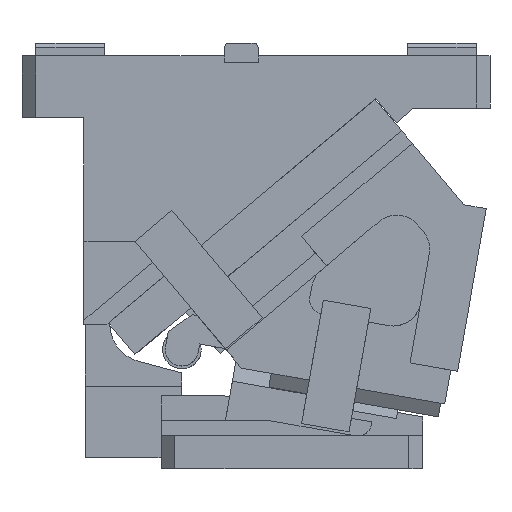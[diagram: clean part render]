
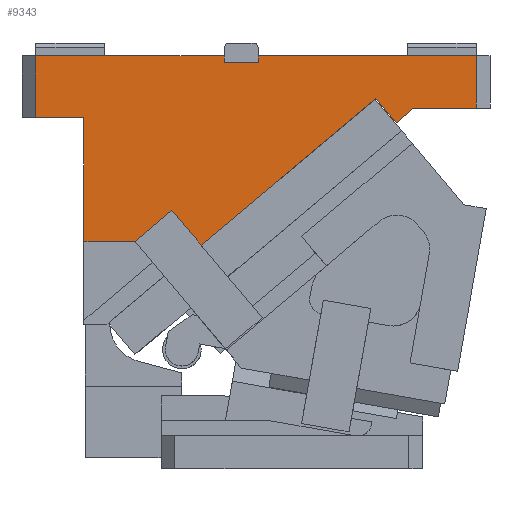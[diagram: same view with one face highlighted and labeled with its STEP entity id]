
A CAD part, front view. The second image highlights one B-rep face of the part: STEP entity #9343.
In plain terms, the highlighted planar face has unit normal (0, -1, 0).
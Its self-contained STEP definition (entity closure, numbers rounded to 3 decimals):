
#8300=CARTESIAN_POINT('Vertex',(45.803,-82.5,300.)) ;
#8431=CARTESIAN_POINT('Vertex',(-91.,-82.5,300.)) ;
#8434=CARTESIAN_POINT('Line Origine',(-22.598,-82.5,300.)) ;
#8641=CARTESIAN_POINT('Vertex',(-56.,-82.5,255.)) ;
#8644=CARTESIAN_POINT('Line Origine',(-73.5,-82.5,255.)) ;
#8648=CARTESIAN_POINT('Vertex',(-91.,-82.5,255.)) ;
#8856=CARTESIAN_POINT('Line Origine',(45.803,-82.5,297.5)) ;
#8860=CARTESIAN_POINT('Vertex',(45.803,-82.5,295.)) ;
#9218=CARTESIAN_POINT('Line Origine',(-91.,-82.5,277.5)) ;
#9230=CARTESIAN_POINT('Axis2P3D Location',(236.269,-82.5,188.911)) ;
#9235=CARTESIAN_POINT('Line Origine',(18.551,-82.5,175.067)) ;
#9239=CARTESIAN_POINT('Vertex',(7.945,-82.5,187.706)) ;
#9241=CARTESIAN_POINT('Vertex',(29.157,-82.5,162.427)) ;
#9244=CARTESIAN_POINT('Line Origine',(92.547,-82.5,215.618)) ;
#9248=CARTESIAN_POINT('Vertex',(155.937,-82.5,268.808)) ;
#9251=CARTESIAN_POINT('Line Origine',(163.329,-82.5,259.999)) ;
#9255=CARTESIAN_POINT('Vertex',(170.722,-82.5,251.189)) ;
#9258=CARTESIAN_POINT('Line Origine',(177.163,-82.5,256.595)) ;
#9262=CARTESIAN_POINT('Vertex',(183.605,-82.5,262.)) ;
#9265=CARTESIAN_POINT('Line Origine',(206.303,-82.5,262.)) ;
#9269=CARTESIAN_POINT('Vertex',(229.,-82.5,262.)) ;
#9272=CARTESIAN_POINT('Line Origine',(229.,-82.5,281.)) ;
#9276=CARTESIAN_POINT('Vertex',(229.,-82.5,300.)) ;
#9279=CARTESIAN_POINT('Line Origine',(149.902,-82.5,300.)) ;
#9283=CARTESIAN_POINT('Vertex',(70.803,-82.5,300.)) ;
#9286=CARTESIAN_POINT('Line Origine',(70.803,-82.5,297.5)) ;
#9290=CARTESIAN_POINT('Vertex',(70.803,-82.5,295.)) ;
#9293=CARTESIAN_POINT('Line Origine',(58.303,-82.5,295.)) ;
#9298=CARTESIAN_POINT('Line Origine',(-56.,-82.5,210.)) ;
#9302=CARTESIAN_POINT('Vertex',(-56.,-82.5,165.)) ;
#9305=CARTESIAN_POINT('Line Origine',(-37.558,-82.5,165.)) ;
#9309=CARTESIAN_POINT('Vertex',(-19.115,-82.5,165.)) ;
#9312=CARTESIAN_POINT('Line Origine',(-18.991,-82.5,165.104)) ;
#9316=CARTESIAN_POINT('Vertex',(-18.867,-82.5,165.209)) ;
#9319=CARTESIAN_POINT('Line Origine',(-5.461,-82.5,176.458)) ;
#8435=DIRECTION('Vector Direction',(1.,0.,0.)) ;
#8645=DIRECTION('Vector Direction',(1.,0.,0.)) ;
#8857=DIRECTION('Vector Direction',(0.,0.,-1.)) ;
#9219=DIRECTION('Vector Direction',(0.,0.,-1.)) ;
#9231=DIRECTION('Axis2P3D Direction',(0.,1.,0.)) ;
#9232=DIRECTION('Axis2P3D XDirection',(-1.,0.,0.)) ;
#9236=DIRECTION('Vector Direction',(0.643,0.,-0.766)) ;
#9245=DIRECTION('Vector Direction',(0.766,0.,0.643)) ;
#9252=DIRECTION('Vector Direction',(-0.643,0.,0.766)) ;
#9259=DIRECTION('Vector Direction',(-0.766,0.,-0.643)) ;
#9266=DIRECTION('Vector Direction',(1.,0.,0.)) ;
#9273=DIRECTION('Vector Direction',(0.,0.,1.)) ;
#9280=DIRECTION('Vector Direction',(1.,0.,0.)) ;
#9287=DIRECTION('Vector Direction',(0.,0.,-1.)) ;
#9294=DIRECTION('Vector Direction',(1.,0.,0.)) ;
#9299=DIRECTION('Vector Direction',(0.,0.,-1.)) ;
#9306=DIRECTION('Vector Direction',(-1.,0.,0.)) ;
#9313=DIRECTION('Vector Direction',(-0.766,0.,-0.643)) ;
#9320=DIRECTION('Vector Direction',(-0.766,0.,-0.643)) ;
#9233=AXIS2_PLACEMENT_3D('Plane Axis2P3D',#9230,#9231,#9232) ;
#9325=ORIENTED_EDGE('',*,*,#9243,.T.) ;
#9326=ORIENTED_EDGE('',*,*,#9250,.T.) ;
#9327=ORIENTED_EDGE('',*,*,#9257,.F.) ;
#9328=ORIENTED_EDGE('',*,*,#9264,.F.) ;
#9329=ORIENTED_EDGE('',*,*,#9271,.T.) ;
#9330=ORIENTED_EDGE('',*,*,#9278,.T.) ;
#9331=ORIENTED_EDGE('',*,*,#9285,.F.) ;
#9332=ORIENTED_EDGE('',*,*,#9292,.T.) ;
#9333=ORIENTED_EDGE('',*,*,#9297,.F.) ;
#9334=ORIENTED_EDGE('',*,*,#8862,.F.) ;
#9335=ORIENTED_EDGE('',*,*,#8438,.F.) ;
#9336=ORIENTED_EDGE('',*,*,#9222,.T.) ;
#9337=ORIENTED_EDGE('',*,*,#8650,.T.) ;
#9338=ORIENTED_EDGE('',*,*,#9304,.T.) ;
#9339=ORIENTED_EDGE('',*,*,#9311,.F.) ;
#9340=ORIENTED_EDGE('',*,*,#9318,.F.) ;
#9341=ORIENTED_EDGE('',*,*,#9323,.F.) ;
#8436=VECTOR('Line Direction',#8435,1.) ;
#8646=VECTOR('Line Direction',#8645,1.) ;
#8858=VECTOR('Line Direction',#8857,1.) ;
#9220=VECTOR('Line Direction',#9219,1.) ;
#9237=VECTOR('Line Direction',#9236,1.) ;
#9246=VECTOR('Line Direction',#9245,1.) ;
#9253=VECTOR('Line Direction',#9252,1.) ;
#9260=VECTOR('Line Direction',#9259,1.) ;
#9267=VECTOR('Line Direction',#9266,1.) ;
#9274=VECTOR('Line Direction',#9273,1.) ;
#9281=VECTOR('Line Direction',#9280,1.) ;
#9288=VECTOR('Line Direction',#9287,1.) ;
#9295=VECTOR('Line Direction',#9294,1.) ;
#9300=VECTOR('Line Direction',#9299,1.) ;
#9307=VECTOR('Line Direction',#9306,1.) ;
#9314=VECTOR('Line Direction',#9313,1.) ;
#9321=VECTOR('Line Direction',#9320,1.) ;
#9343=ADVANCED_FACE('CAM HOLDER',(#9342),#9234,.F.) ;
#8438=EDGE_CURVE('',#8432,#8301,#8437,.T.) ;
#8650=EDGE_CURVE('',#8649,#8642,#8647,.T.) ;
#8862=EDGE_CURVE('',#8301,#8861,#8859,.T.) ;
#9222=EDGE_CURVE('',#8432,#8649,#9221,.T.) ;
#9243=EDGE_CURVE('',#9240,#9242,#9238,.T.) ;
#9250=EDGE_CURVE('',#9242,#9249,#9247,.T.) ;
#9257=EDGE_CURVE('',#9256,#9249,#9254,.T.) ;
#9264=EDGE_CURVE('',#9263,#9256,#9261,.T.) ;
#9271=EDGE_CURVE('',#9263,#9270,#9268,.T.) ;
#9278=EDGE_CURVE('',#9270,#9277,#9275,.T.) ;
#9285=EDGE_CURVE('',#9284,#9277,#9282,.T.) ;
#9292=EDGE_CURVE('',#9284,#9291,#9289,.T.) ;
#9297=EDGE_CURVE('',#8861,#9291,#9296,.T.) ;
#9304=EDGE_CURVE('',#8642,#9303,#9301,.T.) ;
#9311=EDGE_CURVE('',#9310,#9303,#9308,.T.) ;
#9318=EDGE_CURVE('',#9317,#9310,#9315,.T.) ;
#9323=EDGE_CURVE('',#9240,#9317,#9322,.T.) ;
#9324=EDGE_LOOP('',(#9325,#9326,#9327,#9328,#9329,#9330,#9331,#9332,#9333,#9334,#9335,#9336,#9337,#9338,#9339,#9340,#9341)) ;
#9342=FACE_OUTER_BOUND('',#9324,.T.) ;
#8437=LINE('Line',#8434,#8436) ;
#8647=LINE('Line',#8644,#8646) ;
#8859=LINE('Line',#8856,#8858) ;
#9221=LINE('Line',#9218,#9220) ;
#9238=LINE('Line',#9235,#9237) ;
#9247=LINE('Line',#9244,#9246) ;
#9254=LINE('Line',#9251,#9253) ;
#9261=LINE('Line',#9258,#9260) ;
#9268=LINE('Line',#9265,#9267) ;
#9275=LINE('Line',#9272,#9274) ;
#9282=LINE('Line',#9279,#9281) ;
#9289=LINE('Line',#9286,#9288) ;
#9296=LINE('Line',#9293,#9295) ;
#9301=LINE('Line',#9298,#9300) ;
#9308=LINE('Line',#9305,#9307) ;
#9315=LINE('Line',#9312,#9314) ;
#9322=LINE('Line',#9319,#9321) ;
#9234=PLANE('Plane',#9233) ;
#8301=VERTEX_POINT('',#8300) ;
#8432=VERTEX_POINT('',#8431) ;
#8642=VERTEX_POINT('',#8641) ;
#8649=VERTEX_POINT('',#8648) ;
#8861=VERTEX_POINT('',#8860) ;
#9240=VERTEX_POINT('',#9239) ;
#9242=VERTEX_POINT('',#9241) ;
#9249=VERTEX_POINT('',#9248) ;
#9256=VERTEX_POINT('',#9255) ;
#9263=VERTEX_POINT('',#9262) ;
#9270=VERTEX_POINT('',#9269) ;
#9277=VERTEX_POINT('',#9276) ;
#9284=VERTEX_POINT('',#9283) ;
#9291=VERTEX_POINT('',#9290) ;
#9303=VERTEX_POINT('',#9302) ;
#9310=VERTEX_POINT('',#9309) ;
#9317=VERTEX_POINT('',#9316) ;
